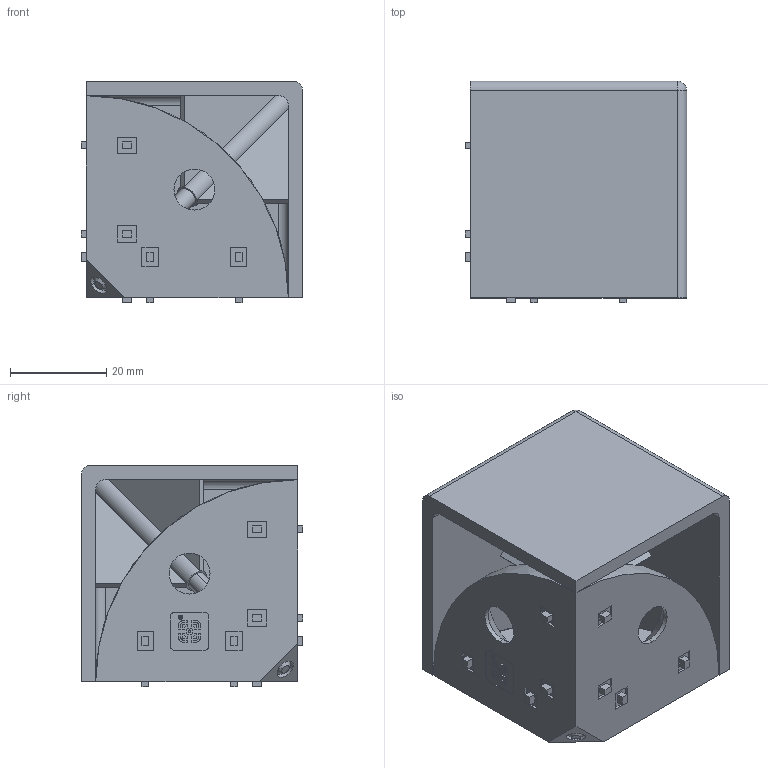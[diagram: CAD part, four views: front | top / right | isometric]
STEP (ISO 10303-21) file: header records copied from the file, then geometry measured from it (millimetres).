
FILE_DESCRIPTION (( 'STEP AP203' ), '1' );
FILE_NAME ('3.92.4545.02.STEP', '2016-12-20T07:48:59', ( 'user' ), ( '' ), 'SwSTEP 2.0', 'SolidWorks 2012', '' );
FILE_SCHEMA (( 'CONFIG_CONTROL_DESIGN' ));
Length unit declared in the file: millimetre
Products named in the file (1): 3.92.4545.02
Bounding box: 46 x 46 x 46 mm (x, y, z)
Volume: 34711.9 mm3; surface area: 22424 mm2
Topology: 2 solids, 2 shells, 303 faces, 772 edges, 507 vertices
Faces by surface type: plane 233, cylinder 53, cone 8, bspline 5, torus 3, sphere 1
Entity records: 9471 total; most frequent: CARTESIAN_POINT 2032, ORIENTED_EDGE 1542, DIRECTION 1445, EDGE_CURVE 771, LINE 627, VECTOR 627, VERTEX_POINT 507, AXIS2_PLACEMENT_3D 409
